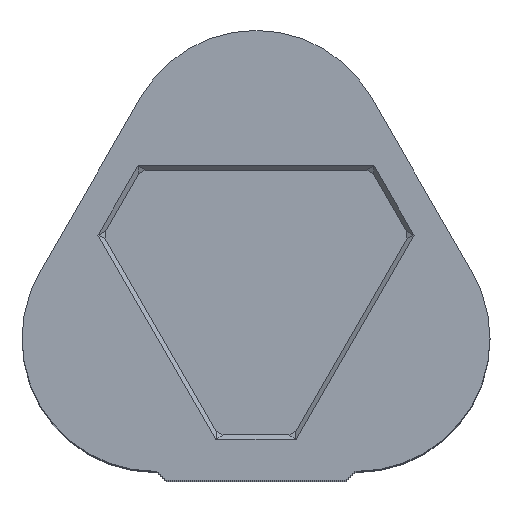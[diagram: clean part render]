
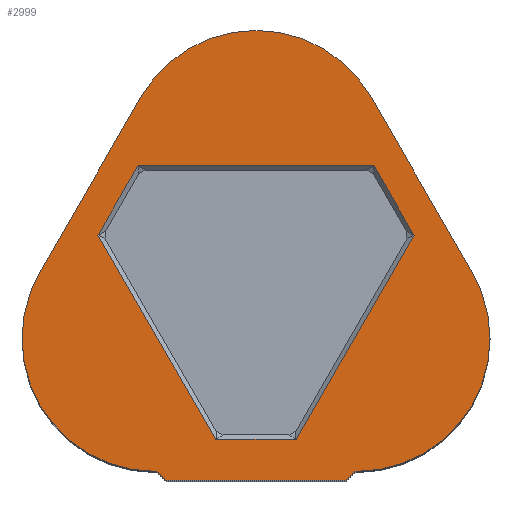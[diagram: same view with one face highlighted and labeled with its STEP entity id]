
A CAD part, top view. The second image highlights one B-rep face of the part: STEP entity #2999.
In plain terms, the highlighted planar face has unit normal (0, 0, 1).
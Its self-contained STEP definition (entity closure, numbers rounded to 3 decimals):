
#18=FACE_BOUND('',#380,.T.);
#56=CIRCLE('',#3222,14.75);
#57=CIRCLE('',#3223,14.75);
#58=CIRCLE('',#3224,14.75);
#195=FACE_OUTER_BOUND('',#379,.T.);
#379=EDGE_LOOP('',(#2357,#2358,#2359,#2360,#2361,#2362,#2363,#2364,#2365,
#2366));
#380=EDGE_LOOP('',(#2367,#2368,#2369,#2370,#2371,#2372));
#655=LINE('',#4600,#1037);
#671=LINE('',#4631,#1053);
#675=LINE('',#4638,#1057);
#678=LINE('',#4644,#1060);
#680=LINE('',#4647,#1062);
#685=LINE('',#4657,#1067);
#690=LINE('',#4669,#1072);
#691=LINE('',#4671,#1073);
#692=LINE('',#4673,#1074);
#693=LINE('',#4677,#1075);
#694=LINE('',#4681,#1076);
#695=LINE('',#4685,#1077);
#696=LINE('',#4686,#1078);
#1037=VECTOR('',#3735,10.);
#1053=VECTOR('',#3763,10.);
#1057=VECTOR('',#3771,10.);
#1060=VECTOR('',#3778,10.);
#1062=VECTOR('',#3782,10.);
#1067=VECTOR('',#3793,10.);
#1072=VECTOR('',#3806,10.);
#1073=VECTOR('',#3807,10.);
#1074=VECTOR('',#3808,10.);
#1075=VECTOR('',#3811,10.);
#1076=VECTOR('',#3814,10.);
#1077=VECTOR('',#3817,10.);
#1078=VECTOR('',#3818,10.);
#1363=VERTEX_POINT('',#4588);
#1365=VERTEX_POINT('',#4594);
#1368=VERTEX_POINT('',#4607);
#1371=VERTEX_POINT('',#4615);
#1372=VERTEX_POINT('',#4619);
#1374=VERTEX_POINT('',#4625);
#1381=VERTEX_POINT('',#4667);
#1382=VERTEX_POINT('',#4668);
#1383=VERTEX_POINT('',#4670);
#1384=VERTEX_POINT('',#4672);
#1385=VERTEX_POINT('',#4674);
#1386=VERTEX_POINT('',#4676);
#1387=VERTEX_POINT('',#4678);
#1388=VERTEX_POINT('',#4680);
#1389=VERTEX_POINT('',#4682);
#1390=VERTEX_POINT('',#4684);
#1689=EDGE_CURVE('',#1365,#1363,#655,.T.);
#1705=EDGE_CURVE('',#1374,#1371,#671,.T.);
#1709=EDGE_CURVE('',#1372,#1374,#675,.T.);
#1712=EDGE_CURVE('',#1368,#1372,#678,.T.);
#1714=EDGE_CURVE('',#1371,#1365,#680,.T.);
#1719=EDGE_CURVE('',#1363,#1368,#685,.T.);
#1724=EDGE_CURVE('',#1381,#1382,#690,.T.);
#1725=EDGE_CURVE('',#1382,#1383,#691,.T.);
#1726=EDGE_CURVE('',#1383,#1384,#692,.T.);
#1727=EDGE_CURVE('',#1384,#1385,#56,.T.);
#1728=EDGE_CURVE('',#1385,#1386,#693,.T.);
#1729=EDGE_CURVE('',#1386,#1387,#57,.T.);
#1730=EDGE_CURVE('',#1387,#1388,#694,.T.);
#1731=EDGE_CURVE('',#1388,#1389,#58,.T.);
#1732=EDGE_CURVE('',#1389,#1390,#695,.T.);
#1733=EDGE_CURVE('',#1381,#1390,#696,.T.);
#2357=ORIENTED_EDGE('',*,*,#1724,.T.);
#2358=ORIENTED_EDGE('',*,*,#1725,.T.);
#2359=ORIENTED_EDGE('',*,*,#1726,.T.);
#2360=ORIENTED_EDGE('',*,*,#1727,.T.);
#2361=ORIENTED_EDGE('',*,*,#1728,.T.);
#2362=ORIENTED_EDGE('',*,*,#1729,.T.);
#2363=ORIENTED_EDGE('',*,*,#1730,.T.);
#2364=ORIENTED_EDGE('',*,*,#1731,.T.);
#2365=ORIENTED_EDGE('',*,*,#1732,.T.);
#2366=ORIENTED_EDGE('',*,*,#1733,.F.);
#2367=ORIENTED_EDGE('',*,*,#1705,.F.);
#2368=ORIENTED_EDGE('',*,*,#1709,.F.);
#2369=ORIENTED_EDGE('',*,*,#1712,.F.);
#2370=ORIENTED_EDGE('',*,*,#1719,.F.);
#2371=ORIENTED_EDGE('',*,*,#1689,.F.);
#2372=ORIENTED_EDGE('',*,*,#1714,.F.);
#2831=PLANE('',#3221);
#2999=ADVANCED_FACE('',(#195,#18),#2831,.T.);
#3221=AXIS2_PLACEMENT_3D('',#4666,#3804,#3805);
#3222=AXIS2_PLACEMENT_3D('',#4675,#3809,#3810);
#3223=AXIS2_PLACEMENT_3D('',#4679,#3812,#3813);
#3224=AXIS2_PLACEMENT_3D('',#4683,#3815,#3816);
#3735=DIRECTION('',(0.5,-0.866,0.));
#3763=DIRECTION('',(-1.,0.,0.));
#3771=DIRECTION('',(-0.5,0.866,0.));
#3778=DIRECTION('',(0.5,0.866,0.));
#3782=DIRECTION('',(-0.5,-0.866,0.));
#3793=DIRECTION('',(1.,0.,0.));
#3804=DIRECTION('center_axis',(0.,0.,1.));
#3805=DIRECTION('ref_axis',(1.,0.,0.));
#3806=DIRECTION('',(1.,0.,0.));
#3807=DIRECTION('',(0.707,0.707,0.));
#3808=DIRECTION('',(1.,0.,0.));
#3809=DIRECTION('center_axis',(0.,0.,1.));
#3810=DIRECTION('ref_axis',(0.,-1.,0.));
#3811=DIRECTION('',(-0.5,0.866,0.));
#3812=DIRECTION('center_axis',(0.,0.,1.));
#3813=DIRECTION('ref_axis',(0.866,0.5,0.));
#3814=DIRECTION('',(-0.5,-0.866,0.));
#3815=DIRECTION('center_axis',(0.,0.,1.));
#3816=DIRECTION('ref_axis',(-0.866,0.5,0.));
#3817=DIRECTION('',(1.,0.,0.));
#3818=DIRECTION('',(-0.707,0.707,0.));
#4588=CARTESIAN_POINT('',(-4.449,-17.707,76.));
#4594=CARTESIAN_POINT('',(-17.559,5.,76.));
#4600=CARTESIAN_POINT('',(-14.083,-1.021,76.));
#4607=CARTESIAN_POINT('',(4.449,-17.707,76.));
#4615=CARTESIAN_POINT('',(-13.11,12.707,76.));
#4619=CARTESIAN_POINT('',(17.559,5.,76.));
#4625=CARTESIAN_POINT('',(13.11,12.707,76.));
#4631=CARTESIAN_POINT('',(4.967,12.707,76.));
#4638=CARTESIAN_POINT('',(17.223,5.582,76.));
#4644=CARTESIAN_POINT('',(9.115,-9.625,76.));
#4647=CARTESIAN_POINT('',(-12.256,14.185,76.));
#4657=CARTESIAN_POINT('',(-4.967,-17.707,76.));
#4666=CARTESIAN_POINT('Origin',(0.,2.748,
76.));
#4667=CARTESIAN_POINT('',(-10.,-22.245,76.));
#4668=CARTESIAN_POINT('',(10.,-22.245,76.));
#4669=CARTESIAN_POINT('',(-10.,-22.245,76.));
#4670=CARTESIAN_POINT('',(11.,-21.245,76.));
#4671=CARTESIAN_POINT('',(10.,-22.245,76.));
#4672=CARTESIAN_POINT('',(11.25,-21.245,76.));
#4673=CARTESIAN_POINT('',(-11.25,-21.245,76.));
#4674=CARTESIAN_POINT('',(24.024,0.88,76.));
#4675=CARTESIAN_POINT('Origin',(11.25,-6.495,76.));
#4676=CARTESIAN_POINT('',(12.774,20.365,76.));
#4677=CARTESIAN_POINT('',(24.024,0.88,76.));
#4678=CARTESIAN_POINT('',(-12.774,20.365,76.));
#4679=CARTESIAN_POINT('Origin',(0.,12.99,
76.));
#4680=CARTESIAN_POINT('',(-24.024,0.88,76.));
#4681=CARTESIAN_POINT('',(-12.774,20.365,76.));
#4682=CARTESIAN_POINT('',(-11.25,-21.245,76.));
#4683=CARTESIAN_POINT('Origin',(-11.25,-6.495,76.));
#4684=CARTESIAN_POINT('',(-11.,-21.245,76.));
#4685=CARTESIAN_POINT('',(-11.25,-21.245,76.));
#4686=CARTESIAN_POINT('',(-10.,-22.245,76.));
